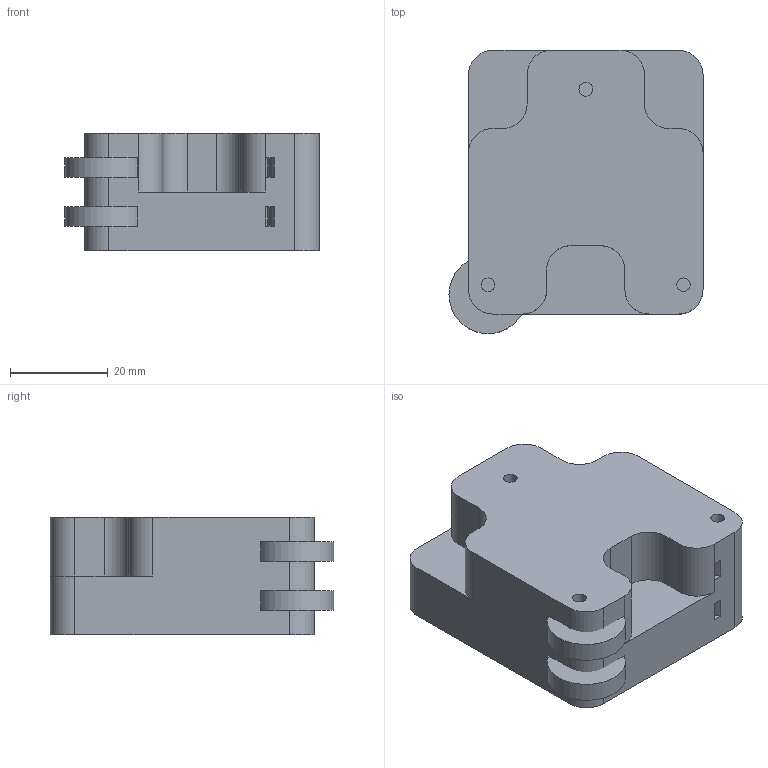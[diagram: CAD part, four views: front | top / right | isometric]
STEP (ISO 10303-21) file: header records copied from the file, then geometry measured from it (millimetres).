
FILE_DESCRIPTION(('FreeCAD Model'),'2;1');
FILE_NAME('Open CASCADE Shape Model','2022-04-23T11:47:46',('Author'),( ''),'Open CASCADE STEP processor 7.5','FreeCAD','Unknown');
FILE_SCHEMA(('AUTOMOTIVE_DESIGN { 1 0 10303 214 1 1 1 1 }'));
Length unit declared in the file: millimetre
Products named in the file (1): carriage-adapter
Bounding box: 52 x 58 x 24 mm (x, y, z)
Volume: 54286.9 mm3; surface area: 12190.7 mm2
Topology: 1 solids, 1 shells, 74 faces, 197 edges, 133 vertices
Faces by surface type: cylinder 40, plane 33, sphere 1
Full cylindrical faces by diameter (mm): 2.8 x9
Entity records: 4946 total; most frequent: CARTESIAN_POINT 1098, DIRECTION 698, ORIENTED_EDGE 392, PCURVE 392, DEFINITIONAL_REPRESENTATION 392, LINE 339, VECTOR 339, EDGE_CURVE 196
